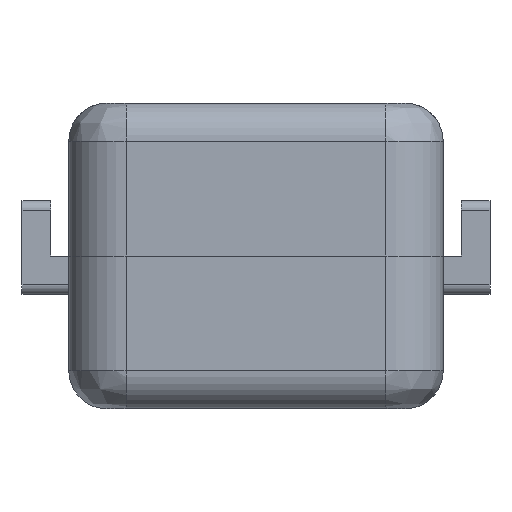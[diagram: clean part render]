
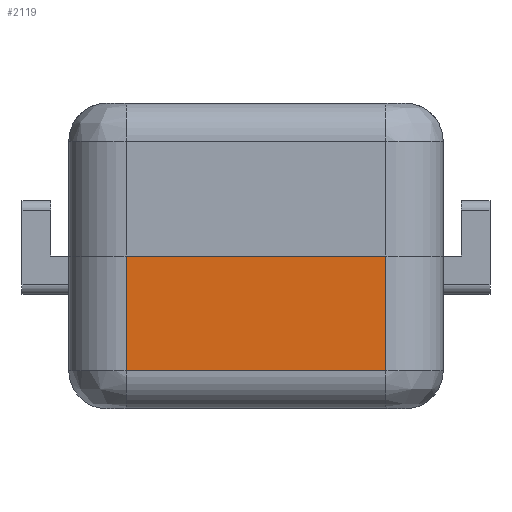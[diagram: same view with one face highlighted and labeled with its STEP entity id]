
A CAD part, front view. The second image highlights one B-rep face of the part: STEP entity #2119.
In plain terms, the highlighted planar face has unit normal (0, -1, 0).
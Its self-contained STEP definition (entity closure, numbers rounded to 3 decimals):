
#2119 = ADVANCED_FACE( '', ( #4656 ), #4657, .F. );
#4656 = FACE_OUTER_BOUND( '', #7701, .T. );
#4657 = PLANE( '', #7702 );
#7701 = EDGE_LOOP( '', ( #14594, #14595, #14596, #14597 ) );
#7702 = AXIS2_PLACEMENT_3D( '', #14598, #14599, #14600 );
#14594 = ORIENTED_EDGE( '', *, *, #19050, .F. );
#14595 = ORIENTED_EDGE( '', *, *, #21242, .T. );
#14596 = ORIENTED_EDGE( '', *, *, #20152, .T. );
#14597 = ORIENTED_EDGE( '', *, *, #20369, .T. );
#14598 = CARTESIAN_POINT( '', ( -9.8, -42.25, 8. ) );
#14599 = DIRECTION( '', ( 0., 1., 0. ) );
#14600 = DIRECTION( '', ( 0., 0., 1. ) );
#19050 = EDGE_CURVE( '', #23063, #23065, #23066, .T. );
#20152 = EDGE_CURVE( '', #22706, #24879, #24881, .T. );
#20369 = EDGE_CURVE( '', #24879, #23065, #25212, .F. );
#21242 = EDGE_CURVE( '', #23063, #22706, #26449, .T. );
#22706 = VERTEX_POINT( '', #28447 );
#23063 = VERTEX_POINT( '', #29067 );
#23065 = VERTEX_POINT( '', #29069 );
#23066 = LINE( '', #29070, #29071 );
#24879 = VERTEX_POINT( '', #32006 );
#24881 = LINE( '', #32008, #32009 );
#25212 = LINE( '', #32506, #32507 );
#26449 = LINE( '', #34661, #34662 );
#28447 = CARTESIAN_POINT( '', ( -6.8, -42.25, 2. ) );
#29067 = CARTESIAN_POINT( '', ( -6.8, -42.25, 8. ) );
#29069 = CARTESIAN_POINT( '', ( 6.8, -42.25, 8. ) );
#29070 = CARTESIAN_POINT( '', ( -9.8, -42.25, 8. ) );
#29071 = VECTOR( '', #36612, 1000. );
#32006 = CARTESIAN_POINT( '', ( 6.8, -42.25, 2. ) );
#32008 = CARTESIAN_POINT( '', ( -9.8, -42.25, 2. ) );
#32009 = VECTOR( '', #37557, 1000. );
#32506 = CARTESIAN_POINT( '', ( 6.8, -42.25, 8. ) );
#32507 = VECTOR( '', #37783, 1000. );
#34661 = CARTESIAN_POINT( '', ( -6.8, -42.25, 8. ) );
#34662 = VECTOR( '', #38486, 1000. );
#36612 = DIRECTION( '', ( 1., 0., 0. ) );
#37557 = DIRECTION( '', ( 1., 0., 0. ) );
#37783 = DIRECTION( '', ( 0., 0., -1. ) );
#38486 = DIRECTION( '', ( 0., 0., -1. ) );
